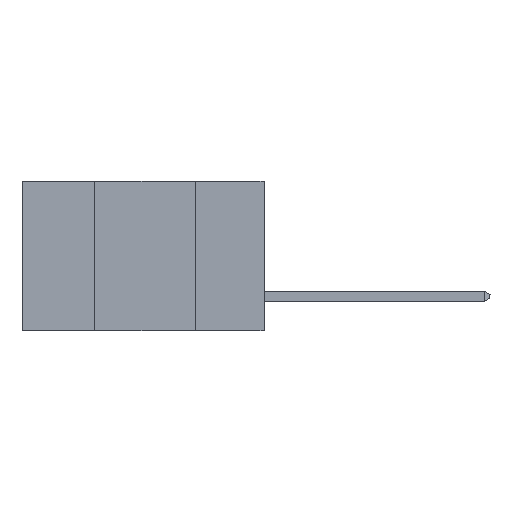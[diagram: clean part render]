
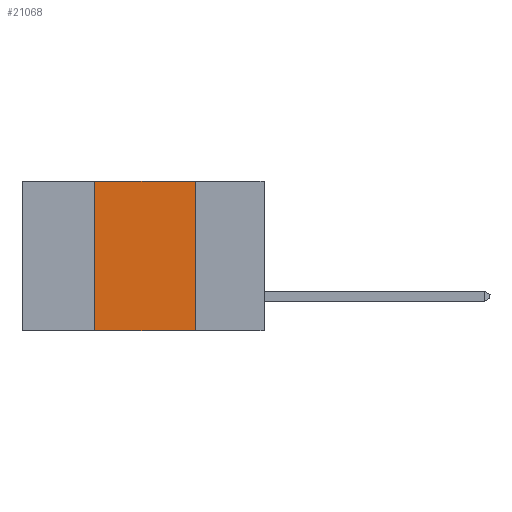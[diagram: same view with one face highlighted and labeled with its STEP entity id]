
A CAD part, left-side view. The second image highlights one B-rep face of the part: STEP entity #21068.
In plain terms, the highlighted planar face has unit normal (-1, 0, 0).
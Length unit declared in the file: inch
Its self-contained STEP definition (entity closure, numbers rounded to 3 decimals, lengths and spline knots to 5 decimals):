
#246 = AXIS2_PLACEMENT_3D ( 'NONE', #8323, #18454, #20333 ) ;
#421 = EDGE_CURVE ( 'NONE', #14710, #5282, #12029, .T. ) ;
#1903 = CARTESIAN_POINT ( 'NONE',  ( 0., 0.17, 0. ) ) ;
#4264 = ORIENTED_EDGE ( 'NONE', *, *, #9822, .F. ) ;
#4621 = VECTOR ( 'NONE', #8150, 39.37008 ) ;
#4657 = PLANE ( 'NONE',  #246 ) ;
#4668 = CARTESIAN_POINT ( 'NONE',  ( 0., 0.42, 0. ) ) ;
#4690 = DIRECTION ( 'NONE',  ( 0., -1., 0. ) ) ;
#5282 = VERTEX_POINT ( 'NONE', #18070 ) ;
#6807 = CARTESIAN_POINT ( 'NONE',  ( 0., 0.17, -0.37 ) ) ;
#8150 = DIRECTION ( 'NONE',  ( 0., -1., 0. ) ) ;
#8323 = CARTESIAN_POINT ( 'NONE',  ( 0., 0.6, 0. ) ) ;
#9116 = LINE ( 'NONE', #13682, #9851 ) ;
#9822 = EDGE_CURVE ( 'NONE', #16888, #15006, #9116, .T. ) ;
#9851 = VECTOR ( 'NONE', #15911, 39.37008 ) ;
#11827 = LINE ( 'NONE', #18602, #12465 ) ;
#12029 = LINE ( 'NONE', #6807, #16074 ) ;
#12378 = ORIENTED_EDGE ( 'NONE', *, *, #13243, .F. ) ;
#12465 = VECTOR ( 'NONE', #4690, 39.37008 ) ;
#13243 = EDGE_CURVE ( 'NONE', #15006, #14710, #16828, .T. ) ;
#13341 = EDGE_CURVE ( 'NONE', #16888, #5282, #11827, .T. ) ;
#13682 = CARTESIAN_POINT ( 'NONE',  ( 0., 0.42, -0.37 ) ) ;
#14710 = VERTEX_POINT ( 'NONE', #1903 ) ;
#15006 = VERTEX_POINT ( 'NONE', #4668 ) ;
#15371 = ORIENTED_EDGE ( 'NONE', *, *, #421, .F. ) ;
#15911 = DIRECTION ( 'NONE',  ( 0., 0., 1. ) ) ;
#16074 = VECTOR ( 'NONE', #18588, 39.37008 ) ;
#16828 = LINE ( 'NONE', #16932, #4621 ) ;
#16888 = VERTEX_POINT ( 'NONE', #19092 ) ;
#16932 = CARTESIAN_POINT ( 'NONE',  ( 0., 0.6, 0. ) ) ;
#18070 = CARTESIAN_POINT ( 'NONE',  ( 0., 0.17, -0.37 ) ) ;
#18346 = FACE_OUTER_BOUND ( 'NONE', #20662, .T. ) ;
#18454 = DIRECTION ( 'NONE',  ( 1., 0., 0. ) ) ;
#18544 = ORIENTED_EDGE ( 'NONE', *, *, #13341, .T. ) ;
#18588 = DIRECTION ( 'NONE',  ( 0., 0., -1. ) ) ;
#18602 = CARTESIAN_POINT ( 'NONE',  ( 0., 0.6, -0.37 ) ) ;
#19092 = CARTESIAN_POINT ( 'NONE',  ( 0., 0.42, -0.37 ) ) ;
#20333 = DIRECTION ( 'NONE',  ( 0., 0., -1. ) ) ;
#20662 = EDGE_LOOP ( 'NONE', ( #15371, #12378, #4264, #18544 ) ) ;
#21068 = ADVANCED_FACE ( 'NONE', ( #18346 ), #4657, .F. ) ;
